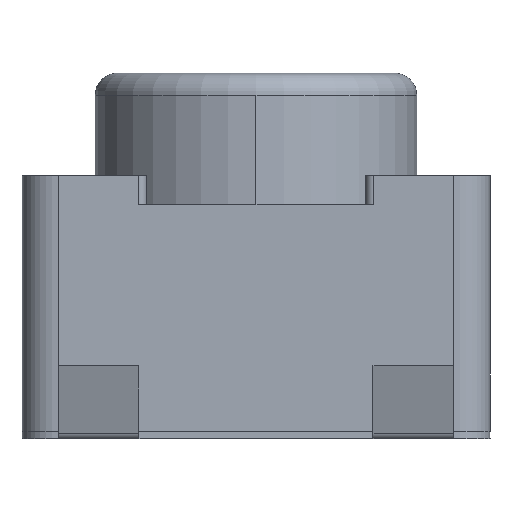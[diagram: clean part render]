
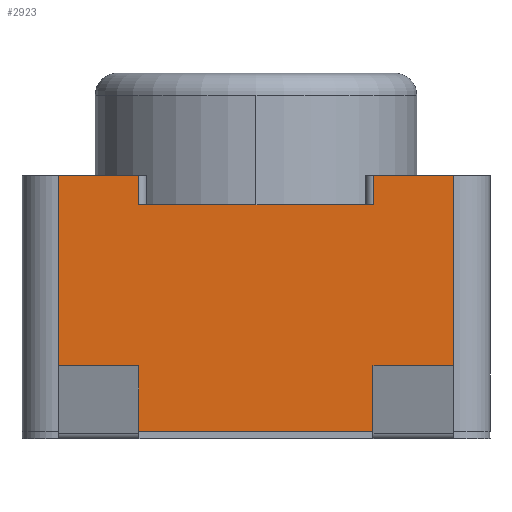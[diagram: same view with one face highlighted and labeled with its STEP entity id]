
A CAD part, left-side view. The second image highlights one B-rep face of the part: STEP entity #2923.
In plain terms, the highlighted planar face has unit normal (-1, 0, 0).
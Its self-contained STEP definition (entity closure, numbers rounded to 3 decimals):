
#3 = CARTESIAN_POINT ( 'NONE',  ( -2.1, 0.801, 1.6 ) ) ;
#24 = EDGE_CURVE ( 'NONE', #1662, #2355, #1836, .T. ) ;
#59 = CARTESIAN_POINT ( 'NONE',  ( -2.1, -2.139, 0.053 ) ) ;
#215 = VECTOR ( 'NONE', #2042, 1000. ) ;
#217 = EDGE_CURVE ( 'NONE', #2147, #1542, #2285, .T. ) ;
#326 = VERTEX_POINT ( 'NONE', #2496 ) ;
#434 = CARTESIAN_POINT ( 'NONE',  ( -2.1, -1.35, 1.6 ) ) ;
#571 = LINE ( 'NONE', #2433, #215 ) ;
#634 = CARTESIAN_POINT ( 'NONE',  ( -2.1, 0.801, 1.6 ) ) ;
#675 = AXIS2_PLACEMENT_3D ( 'NONE', #2970, #2719, #1111 ) ;
#677 = EDGE_CURVE ( 'NONE', #1662, #1411, #1453, .T. ) ;
#723 = VERTEX_POINT ( 'NONE', #1720 ) ;
#839 = DIRECTION ( 'NONE',  ( 0., 0., 1. ) ) ;
#914 = VECTOR ( 'NONE', #839, 1000. ) ;
#935 = CARTESIAN_POINT ( 'NONE',  ( -2.1, -0.801, 1.6 ) ) ;
#981 = DIRECTION ( 'NONE',  ( 0., 1., 0. ) ) ;
#984 = EDGE_CURVE ( 'NONE', #1201, #1542, #2945, .T. ) ;
#1111 = DIRECTION ( 'NONE',  ( 0., 0., -1. ) ) ;
#1156 = LINE ( 'NONE', #935, #1772 ) ;
#1175 = ORIENTED_EDGE ( 'NONE', *, *, #1791, .T. ) ;
#1189 = EDGE_CURVE ( 'NONE', #326, #2355, #1360, .T. ) ;
#1201 = VERTEX_POINT ( 'NONE', #3 ) ;
#1274 = VECTOR ( 'NONE', #981, 1000. ) ;
#1279 = CARTESIAN_POINT ( 'NONE',  ( -2.1, 0.801, 1.8 ) ) ;
#1304 = EDGE_CURVE ( 'NONE', #2147, #1411, #1900, .T. ) ;
#1309 = FACE_OUTER_BOUND ( 'NONE', #2697, .T. ) ;
#1319 = CARTESIAN_POINT ( 'NONE',  ( -2.1, 1.6, 1.8 ) ) ;
#1360 = LINE ( 'NONE', #2774, #2689 ) ;
#1411 = VERTEX_POINT ( 'NONE', #2737 ) ;
#1453 = LINE ( 'NONE', #59, #1274 ) ;
#1493 = DIRECTION ( 'NONE',  ( 0., -1., 0. ) ) ;
#1498 = ORIENTED_EDGE ( 'NONE', *, *, #1591, .F. ) ;
#1525 = VECTOR ( 'NONE', #2154, 1000. ) ;
#1542 = VERTEX_POINT ( 'NONE', #1279 ) ;
#1564 = CARTESIAN_POINT ( 'NONE',  ( -2.1, -1.35, 1.8 ) ) ;
#1591 = EDGE_CURVE ( 'NONE', #1201, #723, #571, .T. ) ;
#1662 = VERTEX_POINT ( 'NONE', #2012 ) ;
#1665 = CARTESIAN_POINT ( 'NONE',  ( -2.1, 1.35, 1.6 ) ) ;
#1691 = PLANE ( 'NONE',  #675 ) ;
#1720 = CARTESIAN_POINT ( 'NONE',  ( -2.1, -0.801, 1.6 ) ) ;
#1746 = ORIENTED_EDGE ( 'NONE', *, *, #217, .F. ) ;
#1772 = VECTOR ( 'NONE', #2083, 1000. ) ;
#1791 = EDGE_CURVE ( 'NONE', #326, #723, #1156, .T. ) ;
#1836 = LINE ( 'NONE', #434, #3014 ) ;
#1890 = VECTOR ( 'NONE', #1493, 1000. ) ;
#1900 = LINE ( 'NONE', #1665, #1525 ) ;
#1927 = ORIENTED_EDGE ( 'NONE', *, *, #984, .T. ) ;
#1929 = ORIENTED_EDGE ( 'NONE', *, *, #1189, .F. ) ;
#2012 = CARTESIAN_POINT ( 'NONE',  ( -2.1, -1.35, 0.053 ) ) ;
#2042 = DIRECTION ( 'NONE',  ( 0., -1., 0. ) ) ;
#2083 = DIRECTION ( 'NONE',  ( 0., 0., -1. ) ) ;
#2147 = VERTEX_POINT ( 'NONE', #2848 ) ;
#2154 = DIRECTION ( 'NONE',  ( 0., 0., -1. ) ) ;
#2285 = LINE ( 'NONE', #1319, #1890 ) ;
#2355 = VERTEX_POINT ( 'NONE', #1564 ) ;
#2433 = CARTESIAN_POINT ( 'NONE',  ( -2.1, -1.6, 1.6 ) ) ;
#2496 = CARTESIAN_POINT ( 'NONE',  ( -2.1, -0.801, 1.8 ) ) ;
#2541 = DIRECTION ( 'NONE',  ( 0., 0., 1. ) ) ;
#2688 = ORIENTED_EDGE ( 'NONE', *, *, #677, .F. ) ;
#2689 = VECTOR ( 'NONE', #2977, 1000. ) ;
#2697 = EDGE_LOOP ( 'NONE', ( #1929, #1175, #1498, #1927, #1746, #2914, #2688, #2726 ) ) ;
#2719 = DIRECTION ( 'NONE',  ( 1., 0., 0. ) ) ;
#2726 = ORIENTED_EDGE ( 'NONE', *, *, #24, .T. ) ;
#2737 = CARTESIAN_POINT ( 'NONE',  ( -2.1, 1.35, 0.053 ) ) ;
#2774 = CARTESIAN_POINT ( 'NONE',  ( -2.1, -1.6, 1.8 ) ) ;
#2848 = CARTESIAN_POINT ( 'NONE',  ( -2.1, 1.35, 1.8 ) ) ;
#2914 = ORIENTED_EDGE ( 'NONE', *, *, #1304, .T. ) ;
#2923 = ADVANCED_FACE ( 'NONE', ( #1309 ), #1691, .F. ) ;
#2945 = LINE ( 'NONE', #634, #914 ) ;
#2970 = CARTESIAN_POINT ( 'NONE',  ( -2.1, -1.6, 1.6 ) ) ;
#2977 = DIRECTION ( 'NONE',  ( 0., -1., 0. ) ) ;
#3014 = VECTOR ( 'NONE', #2541, 1000. ) ;
